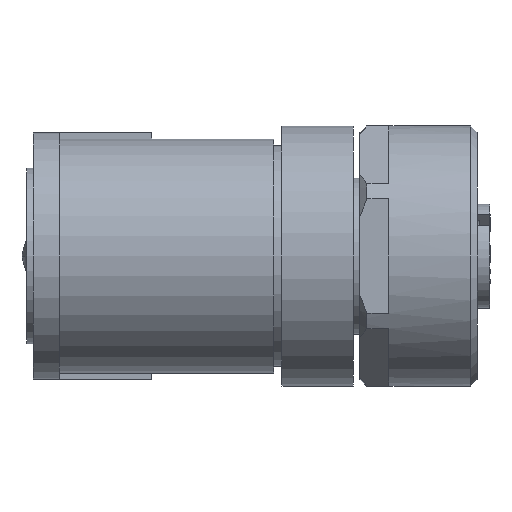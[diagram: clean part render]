
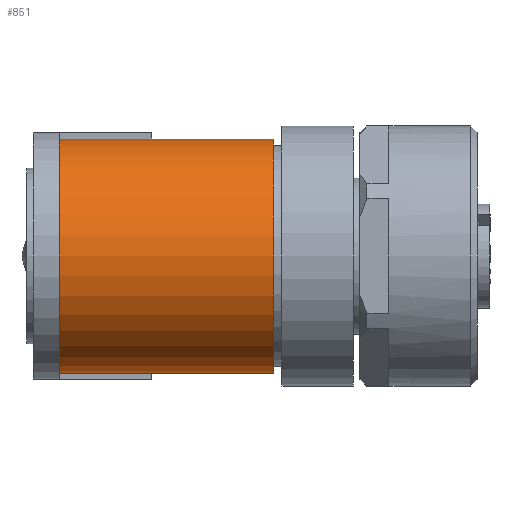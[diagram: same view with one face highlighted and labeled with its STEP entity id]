
A CAD part, left-side view. The second image highlights one B-rep face of the part: STEP entity #851.
In plain terms, the highlighted cylindrical face has radius 9 mm (diameter 18 mm), a partial arc.
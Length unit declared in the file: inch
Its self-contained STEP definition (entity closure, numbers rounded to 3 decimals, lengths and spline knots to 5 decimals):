
#38 = LINE ( 'NONE', #2525, #2724 ) ;
#42 = EDGE_CURVE ( 'NONE', #1276, #1574, #3475, .T. ) ;
#112 = ORIENTED_EDGE ( 'NONE', *, *, #3734, .T. ) ;
#118 = CARTESIAN_POINT ( 'NONE',  ( 0., -0.3248, 0. ) ) ;
#190 = EDGE_CURVE ( 'NONE', #3146, #1574, #949, .T. ) ;
#261 = DIRECTION ( 'NONE',  ( 0., 0., 1. ) ) ;
#322 = EDGE_LOOP ( 'NONE', ( #1873, #3498, #112, #2610 ) ) ;
#337 = DIRECTION ( 'NONE',  ( 0., 1., 0. ) ) ;
#672 = CARTESIAN_POINT ( 'NONE',  ( 0., 0., 0.35433 ) ) ;
#779 = CIRCLE ( 'NONE', #3575, 0.35433 ) ;
#851 = ADVANCED_FACE ( 'NONE', ( #3866 ), #1053, .T. ) ;
#949 = CIRCLE ( 'NONE', #1980, 0.35433 ) ;
#1053 = CYLINDRICAL_SURFACE ( 'NONE', #3504, 0.35433 ) ;
#1070 = DIRECTION ( 'NONE',  ( 0., 0., 1. ) ) ;
#1276 = VERTEX_POINT ( 'NONE', #2679 ) ;
#1537 = DIRECTION ( 'NONE',  ( 0., 0., 1. ) ) ;
#1574 = VERTEX_POINT ( 'NONE', #2240 ) ;
#1655 = VECTOR ( 'NONE', #2244, 39.37008 ) ;
#1717 = VERTEX_POINT ( 'NONE', #3412 ) ;
#1814 = CARTESIAN_POINT ( 'NONE',  ( 0., 0., 0. ) ) ;
#1873 = ORIENTED_EDGE ( 'NONE', *, *, #42, .F. ) ;
#1980 = AXIS2_PLACEMENT_3D ( 'NONE', #1814, #2428, #261 ) ;
#2240 = CARTESIAN_POINT ( 'NONE',  ( 0., 0., -0.35433 ) ) ;
#2244 = DIRECTION ( 'NONE',  ( 0., 1., 0. ) ) ;
#2428 = DIRECTION ( 'NONE',  ( 0., -1., 0. ) ) ;
#2461 = DIRECTION ( 'NONE',  ( 0., 1., 0. ) ) ;
#2525 = CARTESIAN_POINT ( 'NONE',  ( 0., -0.3248, 0.35433 ) ) ;
#2551 = CARTESIAN_POINT ( 'NONE',  ( 0., -0.64961, 0. ) ) ;
#2610 = ORIENTED_EDGE ( 'NONE', *, *, #190, .T. ) ;
#2679 = CARTESIAN_POINT ( 'NONE',  ( 0., -0.64961, -0.35433 ) ) ;
#2724 = VECTOR ( 'NONE', #2461, 39.37008 ) ;
#2754 = EDGE_CURVE ( 'NONE', #1276, #1717, #779, .T. ) ;
#3146 = VERTEX_POINT ( 'NONE', #672 ) ;
#3191 = CARTESIAN_POINT ( 'NONE',  ( 0., -0.3248, -0.35433 ) ) ;
#3412 = CARTESIAN_POINT ( 'NONE',  ( 0., -0.64961, 0.35433 ) ) ;
#3475 = LINE ( 'NONE', #3191, #1655 ) ;
#3498 = ORIENTED_EDGE ( 'NONE', *, *, #2754, .T. ) ;
#3504 = AXIS2_PLACEMENT_3D ( 'NONE', #118, #3543, #1070 ) ;
#3543 = DIRECTION ( 'NONE',  ( 0., 1., 0. ) ) ;
#3575 = AXIS2_PLACEMENT_3D ( 'NONE', #2551, #337, #1537 ) ;
#3734 = EDGE_CURVE ( 'NONE', #1717, #3146, #38, .T. ) ;
#3866 = FACE_OUTER_BOUND ( 'NONE', #322, .T. ) ;
